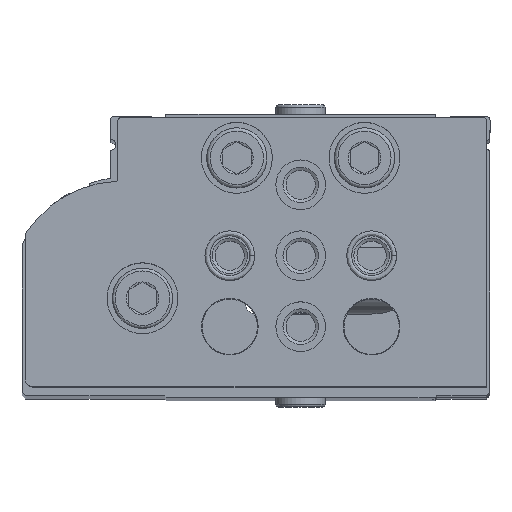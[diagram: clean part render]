
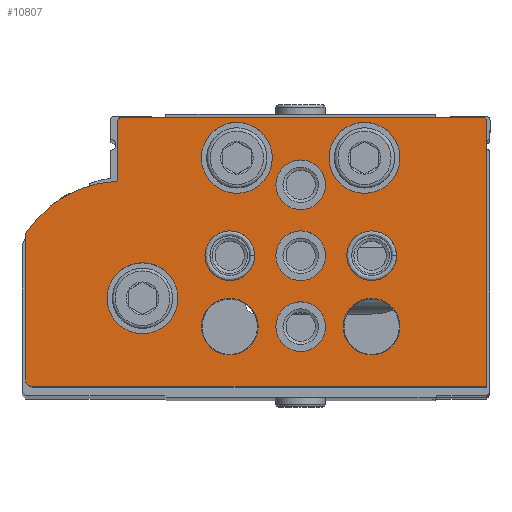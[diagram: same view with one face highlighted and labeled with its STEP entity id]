
A CAD part, top view. The second image highlights one B-rep face of the part: STEP entity #10807.
In plain terms, the highlighted face is planar.
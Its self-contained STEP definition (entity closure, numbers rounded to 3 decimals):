
#1089=LINE('',#17983,#1896);
#1091=LINE('',#17987,#1898);
#1094=LINE('',#17995,#1901);
#1099=LINE('',#18011,#1906);
#1102=LINE('',#18019,#1909);
#1896=VECTOR('',#14631,1000.);
#1898=VECTOR('',#14635,1000.);
#1901=VECTOR('',#14644,1000.);
#1906=VECTOR('',#14663,1000.);
#1909=VECTOR('',#14672,1000.);
#4144=ORIENTED_EDGE('',*,*,#5999,.T.);
#4145=ORIENTED_EDGE('',*,*,#6000,.T.);
#4146=ORIENTED_EDGE('',*,*,#6001,.T.);
#4147=ORIENTED_EDGE('',*,*,#6002,.T.);
#4148=ORIENTED_EDGE('',*,*,#6003,.T.);
#4149=ORIENTED_EDGE('',*,*,#6004,.T.);
#4150=ORIENTED_EDGE('',*,*,#6005,.T.);
#4151=ORIENTED_EDGE('',*,*,#6006,.T.);
#4152=ORIENTED_EDGE('',*,*,#6007,.T.);
#4153=ORIENTED_EDGE('',*,*,#6008,.T.);
#4154=ORIENTED_EDGE('',*,*,#5976,.F.);
#4155=ORIENTED_EDGE('',*,*,#5997,.F.);
#4156=ORIENTED_EDGE('',*,*,#5995,.F.);
#4157=ORIENTED_EDGE('',*,*,#5993,.F.);
#4158=ORIENTED_EDGE('',*,*,#5991,.T.);
#4159=ORIENTED_EDGE('',*,*,#5989,.F.);
#4160=ORIENTED_EDGE('',*,*,#5987,.F.);
#4161=ORIENTED_EDGE('',*,*,#5985,.F.);
#4162=ORIENTED_EDGE('',*,*,#5983,.F.);
#4163=ORIENTED_EDGE('',*,*,#5981,.F.);
#4164=ORIENTED_EDGE('',*,*,#5979,.F.);
#5976=EDGE_CURVE('',#7132,#7133,#7800,.T.);
#5979=EDGE_CURVE('',#7133,#7134,#1089,.T.);
#5981=EDGE_CURVE('',#7134,#7135,#1091,.T.);
#5983=EDGE_CURVE('',#7135,#7136,#7801,.T.);
#5985=EDGE_CURVE('',#7136,#7137,#1094,.T.);
#5987=EDGE_CURVE('',#7137,#7138,#7802,.T.);
#5989=EDGE_CURVE('',#7138,#7139,#7803,.T.);
#5991=EDGE_CURVE('',#7140,#7139,#7804,.T.);
#5993=EDGE_CURVE('',#7140,#7141,#1099,.T.);
#5995=EDGE_CURVE('',#7141,#7142,#7805,.T.);
#5997=EDGE_CURVE('',#7142,#7132,#1102,.T.);
#5999=EDGE_CURVE('',#7143,#7143,#7806,.T.);
#6000=EDGE_CURVE('',#7144,#7144,#7807,.T.);
#6001=EDGE_CURVE('',#7145,#7145,#7808,.T.);
#6002=EDGE_CURVE('',#7146,#7146,#7809,.T.);
#6003=EDGE_CURVE('',#7147,#7147,#7810,.T.);
#6004=EDGE_CURVE('',#7148,#7148,#7811,.T.);
#6005=EDGE_CURVE('',#7149,#7149,#7812,.T.);
#6006=EDGE_CURVE('',#7150,#7150,#7813,.T.);
#6007=EDGE_CURVE('',#7151,#7151,#7814,.T.);
#6008=EDGE_CURVE('',#7152,#7152,#7815,.T.);
#7132=VERTEX_POINT('',#17978);
#7133=VERTEX_POINT('',#17979);
#7134=VERTEX_POINT('',#17984);
#7135=VERTEX_POINT('',#17988);
#7136=VERTEX_POINT('',#17992);
#7137=VERTEX_POINT('',#17996);
#7138=VERTEX_POINT('',#18000);
#7139=VERTEX_POINT('',#18004);
#7140=VERTEX_POINT('',#18008);
#7141=VERTEX_POINT('',#18012);
#7142=VERTEX_POINT('',#18016);
#7143=VERTEX_POINT('',#18023);
#7144=VERTEX_POINT('',#18025);
#7145=VERTEX_POINT('',#18027);
#7146=VERTEX_POINT('',#18029);
#7147=VERTEX_POINT('',#18031);
#7148=VERTEX_POINT('',#18033);
#7149=VERTEX_POINT('',#18035);
#7150=VERTEX_POINT('',#18037);
#7151=VERTEX_POINT('',#18039);
#7152=VERTEX_POINT('',#18041);
#7800=CIRCLE('',#11944,0.5);
#7801=CIRCLE('',#11948,1.);
#7802=CIRCLE('',#11951,1.);
#7803=CIRCLE('',#11953,16.);
#7804=CIRCLE('',#11955,0.3);
#7805=CIRCLE('',#11958,0.5);
#7806=CIRCLE('',#11961,5.);
#7807=CIRCLE('',#11962,5.);
#7808=CIRCLE('',#11963,5.);
#7809=CIRCLE('',#11964,3.5);
#7810=CIRCLE('',#11965,3.5);
#7811=CIRCLE('',#11966,3.5);
#7812=CIRCLE('',#11967,3.5);
#7813=CIRCLE('',#11968,3.5);
#7814=CIRCLE('',#11969,4.);
#7815=CIRCLE('',#11970,4.);
#8609=EDGE_LOOP('',(#4144));
#8610=EDGE_LOOP('',(#4145));
#8611=EDGE_LOOP('',(#4146));
#8612=EDGE_LOOP('',(#4147));
#8613=EDGE_LOOP('',(#4148));
#8614=EDGE_LOOP('',(#4149));
#8615=EDGE_LOOP('',(#4150));
#8616=EDGE_LOOP('',(#4151));
#8617=EDGE_LOOP('',(#4152));
#8618=EDGE_LOOP('',(#4153));
#8619=EDGE_LOOP('',(#4154,#4155,#4156,#4157,#4158,#4159,#4160,#4161,#4162,
#4163,#4164));
#9635=FACE_BOUND('',#8609,.T.);
#9636=FACE_BOUND('',#8610,.T.);
#9637=FACE_BOUND('',#8611,.T.);
#9638=FACE_BOUND('',#8612,.T.);
#9639=FACE_BOUND('',#8613,.T.);
#9640=FACE_BOUND('',#8614,.T.);
#9641=FACE_BOUND('',#8615,.T.);
#9642=FACE_BOUND('',#8616,.T.);
#9643=FACE_BOUND('',#8617,.T.);
#9644=FACE_BOUND('',#8618,.T.);
#9645=FACE_BOUND('',#8619,.T.);
#10245=PLANE('',#11960);
#10807=ADVANCED_FACE('',(#9635,#9636,#9637,#9638,#9639,#9640,#9641,#9642,
#9643,#9644,#9645),#10245,.F.);
#11944=AXIS2_PLACEMENT_3D('',#17977,#14625,#14626);
#11948=AXIS2_PLACEMENT_3D('',#17991,#14639,#14640);
#11951=AXIS2_PLACEMENT_3D('',#17999,#14648,#14649);
#11953=AXIS2_PLACEMENT_3D('',#18003,#14653,#14654);
#11955=AXIS2_PLACEMENT_3D('',#18007,#14658,#14659);
#11958=AXIS2_PLACEMENT_3D('',#18015,#14667,#14668);
#11960=AXIS2_PLACEMENT_3D('',#18021,#14674,#14675);
#11961=AXIS2_PLACEMENT_3D('',#18022,#14676,#14677);
#11962=AXIS2_PLACEMENT_3D('',#18024,#14678,#14679);
#11963=AXIS2_PLACEMENT_3D('',#18026,#14680,#14681);
#11964=AXIS2_PLACEMENT_3D('',#18028,#14682,#14683);
#11965=AXIS2_PLACEMENT_3D('',#18030,#14684,#14685);
#11966=AXIS2_PLACEMENT_3D('',#18032,#14686,#14687);
#11967=AXIS2_PLACEMENT_3D('',#18034,#14688,#14689);
#11968=AXIS2_PLACEMENT_3D('',#18036,#14690,#14691);
#11969=AXIS2_PLACEMENT_3D('',#18038,#14692,#14693);
#11970=AXIS2_PLACEMENT_3D('',#18040,#14694,#14695);
#14625=DIRECTION('',(0.,0.,1.));
#14626=DIRECTION('',(1.,0.,0.));
#14631=DIRECTION('',(0.,-1.,0.));
#14635=DIRECTION('',(1.,0.,0.));
#14639=DIRECTION('',(0.,0.,1.));
#14640=DIRECTION('',(1.,0.,0.));
#14644=DIRECTION('',(0.,1.,0.));
#14648=DIRECTION('',(0.,0.,1.));
#14649=DIRECTION('',(1.,0.,0.));
#14653=DIRECTION('',(0.,0.,1.));
#14654=DIRECTION('',(1.,0.,0.));
#14658=DIRECTION('',(0.,0.,1.));
#14659=DIRECTION('',(1.,0.,0.));
#14663=DIRECTION('',(0.,1.,0.));
#14667=DIRECTION('',(0.,0.,1.));
#14668=DIRECTION('',(1.,0.,0.));
#14672=DIRECTION('',(-1.,0.,0.));
#14674=DIRECTION('',(0.,0.,1.));
#14675=DIRECTION('',(1.,0.,0.));
#14676=DIRECTION('',(0.,0.,1.));
#14677=DIRECTION('',(1.,0.,0.));
#14678=DIRECTION('',(0.,0.,1.));
#14679=DIRECTION('',(1.,0.,0.));
#14680=DIRECTION('',(0.,0.,1.));
#14681=DIRECTION('',(1.,0.,0.));
#14682=DIRECTION('',(0.,0.,1.));
#14683=DIRECTION('',(1.,0.,0.));
#14684=DIRECTION('',(0.,0.,1.));
#14685=DIRECTION('',(1.,0.,0.));
#14686=DIRECTION('',(0.,0.,1.));
#14687=DIRECTION('',(1.,0.,0.));
#14688=DIRECTION('',(0.,0.,1.));
#14689=DIRECTION('',(1.,0.,0.));
#14690=DIRECTION('',(0.,0.,1.));
#14691=DIRECTION('',(1.,0.,0.));
#14692=DIRECTION('',(0.,0.,1.));
#14693=DIRECTION('',(1.,0.,0.));
#14694=DIRECTION('',(0.,0.,1.));
#14695=DIRECTION('',(1.,0.,0.));
#17977=CARTESIAN_POINT('',(0.5,37.5,0.));
#17978=CARTESIAN_POINT('',(0.5,38.,0.));
#17979=CARTESIAN_POINT('',(0.,37.5,0.));
#17983=CARTESIAN_POINT('',(0.,37.5,0.));
#17984=CARTESIAN_POINT('',(0.,0.,0.));
#17987=CARTESIAN_POINT('',(0.,0.,0.));
#17988=CARTESIAN_POINT('',(64.,0.,0.));
#17991=CARTESIAN_POINT('',(64.,1.,0.));
#17992=CARTESIAN_POINT('',(65.,1.,0.));
#17995=CARTESIAN_POINT('',(65.,1.,0.));
#17996=CARTESIAN_POINT('',(65.,21.292,0.));
#17999=CARTESIAN_POINT('',(64.,21.292,0.));
#18000=CARTESIAN_POINT('',(64.833,21.844,0.));
#18003=CARTESIAN_POINT('',(51.5,13.,0.));
#18004=CARTESIAN_POINT('',(52.285,28.981,0.));
#18007=CARTESIAN_POINT('',(52.3,29.28,0.));
#18008=CARTESIAN_POINT('',(52.,29.28,0.));
#18011=CARTESIAN_POINT('',(52.,29.28,0.));
#18012=CARTESIAN_POINT('',(52.,37.5,0.));
#18015=CARTESIAN_POINT('',(51.5,37.5,0.));
#18016=CARTESIAN_POINT('',(51.5,38.,0.));
#18019=CARTESIAN_POINT('',(51.5,38.,0.));
#18021=CARTESIAN_POINT('',(0.5,37.5,0.));
#18022=CARTESIAN_POINT('',(48.5,12.5,0.));
#18023=CARTESIAN_POINT('',(53.5,12.5,0.));
#18024=CARTESIAN_POINT('',(35.2,32.3,0.));
#18025=CARTESIAN_POINT('',(40.2,32.3,0.));
#18026=CARTESIAN_POINT('',(17.2,32.3,0.));
#18027=CARTESIAN_POINT('',(22.2,32.3,0.));
#18028=CARTESIAN_POINT('',(26.2,28.5,0.));
#18029=CARTESIAN_POINT('',(29.7,28.5,0.));
#18030=CARTESIAN_POINT('',(36.2,18.5,0.));
#18031=CARTESIAN_POINT('',(39.7,18.5,0.));
#18032=CARTESIAN_POINT('',(26.2,18.5,0.));
#18033=CARTESIAN_POINT('',(29.7,18.5,0.));
#18034=CARTESIAN_POINT('',(16.2,18.5,0.));
#18035=CARTESIAN_POINT('',(19.7,18.5,0.));
#18036=CARTESIAN_POINT('',(26.2,8.5,0.));
#18037=CARTESIAN_POINT('',(29.7,8.5,0.));
#18038=CARTESIAN_POINT('',(36.2,8.5,0.));
#18039=CARTESIAN_POINT('',(40.2,8.5,0.));
#18040=CARTESIAN_POINT('',(16.2,8.5,0.));
#18041=CARTESIAN_POINT('',(20.2,8.5,0.));
